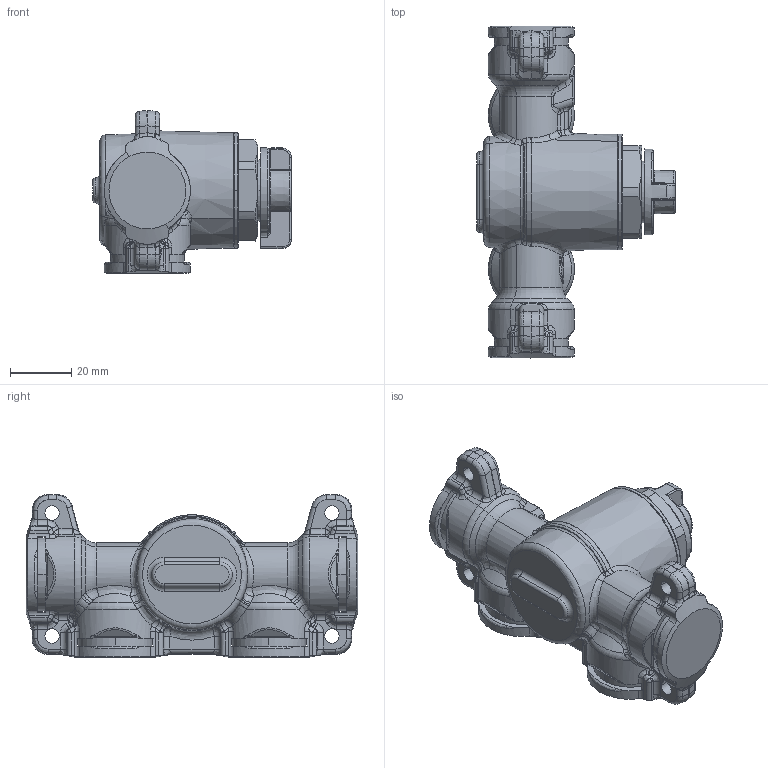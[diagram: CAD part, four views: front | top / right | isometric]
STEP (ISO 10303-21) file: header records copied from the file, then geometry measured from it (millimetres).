
FILE_DESCRIPTION(('CATIA V5 STEP Exchange','CAx-IF Rec.Pracs.--- Model Styling and Organization---1.4--- 2014-01-23','CAx-IF Rec.Pracs.---3D Tessellated Data Validation Properties---0.5---2014-09-14'),'2;1');
FILE_NAME('STEP_359192_-_TST.stp','2022-01-19T14:08:28+00:00',('none'),('none'),'CATIA Version 5-6 Release 2019 SP3','CATIA V5 STEP AP242 v1','none');
FILE_SCHEMA(('AP242_MANAGED_MODEL_BASED_3D_ENGINEERING_MIM_LF {1 0 10303 442 1 1 4}'));
Products named in the file (1): 359192 - TST
Bounding box: 64.65 x 108 x 53 mm (x, y, z)
Volume: 121079.8 mm3; surface area: 22418.9 mm2
Topology: 1 solids, 1 shells, 1044 faces, 2585 edges, 1483 vertices
Faces by surface type: bspline 504, cylinder 268, plane 109, cone 61, torus 61, sphere 41
Entity records: 59379 total; most frequent: CARTESIAN_POINT 39735, ORIENTED_EDGE 5058, EDGE_CURVE 2529, DIRECTION 1638, B_SPLINE_CURVE_WITH_KNOTS 1611, VERTEX_POINT 1483, EDGE_LOOP 1064, ADVANCED_FACE 1044
